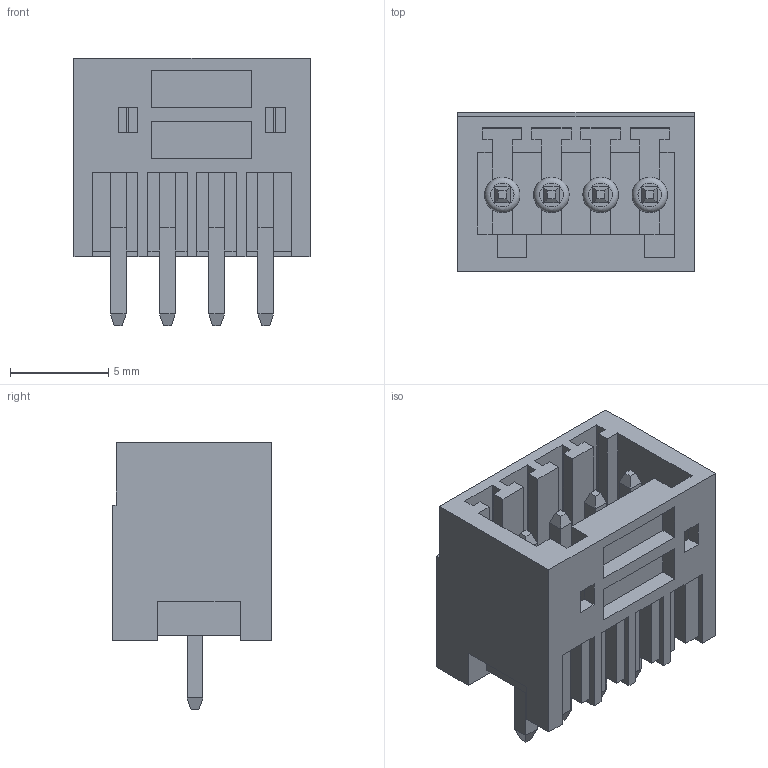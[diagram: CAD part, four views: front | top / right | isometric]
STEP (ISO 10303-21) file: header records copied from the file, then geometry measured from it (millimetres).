
FILE_DESCRIPTION( ( 'Unknown' ), '1' );
FILE_NAME( '691382000004.stp', 'Unknown', ( 'Unknown' ), ( 'Unknown' ), 'PSStep 17.0.49', 'Unknown', ' ' );
FILE_SCHEMA( ( 'AUTOMOTIVE_DESIGN { 1 0 10303 214 1 1 1 1 }' ) );
Length unit declared in the file: millimetre
Products named in the file (3): Assem1; 6913820000xx_PIN; 691382000004
Assembly tree (5 placements, depth 2):
  Assem1
    6913820000xx_PIN  x4
    691382000004
Bounding box: 12 x 8.1 x 13.6 mm (x, y, z)
Volume: 507.5 mm3; surface area: 1424.5 mm2
Topology: 5 solids, 5 shells, 302 faces, 805 edges, 520 vertices
Faces by surface type: plane 294, torus 4, cylinder 4
Full cylindrical faces by diameter (mm): 1.8 x4
Entity records: 10227 total; most frequent: CARTESIAN_POINT 1443, ORIENTED_EDGE 1418, DIRECTION 1265, EDGE_CURVE 709, LINE 685, VECTOR 685, VERTEX_POINT 468, AXIS2_PLACEMENT_3D 290
